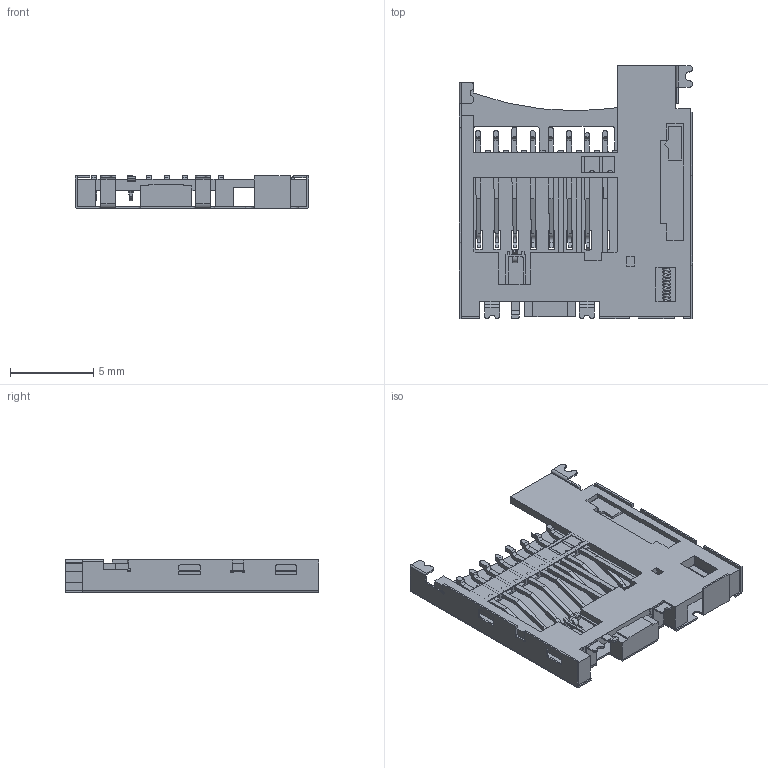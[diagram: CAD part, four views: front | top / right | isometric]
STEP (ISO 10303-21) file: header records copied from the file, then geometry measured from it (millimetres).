
FILE_DESCRIPTION (( 'STEP AP214' ), '1' );
FILE_NAME ('MEM2051-00-195-00-A.STEP', '2022-02-15T07:56:22', ( '' ), ( '' ), 'SwSTEP 2.0', 'SolidWorks 2018', '' );
FILE_SCHEMA (( 'AUTOMOTIVE_DESIGN' ));
Length unit declared in the file: millimetre
Products named in the file (2): MEM2051-00-195-00-A
Bounding box: 14 x 15.21 x 1.97 mm (x, y, z)
Volume: 101.8 mm3; surface area: 916.3 mm2
Topology: 16 solids, 16 shells, 686 faces, 1948 edges, 1291 vertices
Faces by surface type: plane 495, cylinder 189, bspline 2
Entity records: 35705 total; most frequent: CARTESIAN_POINT 9943, ORIENTED_EDGE 3894, DIRECTION 3625, EDGE_CURVE 1947, LINE 1559, VECTOR 1559, VERTEX_POINT 1289, AXIS2_PLACEMENT_3D 1033
